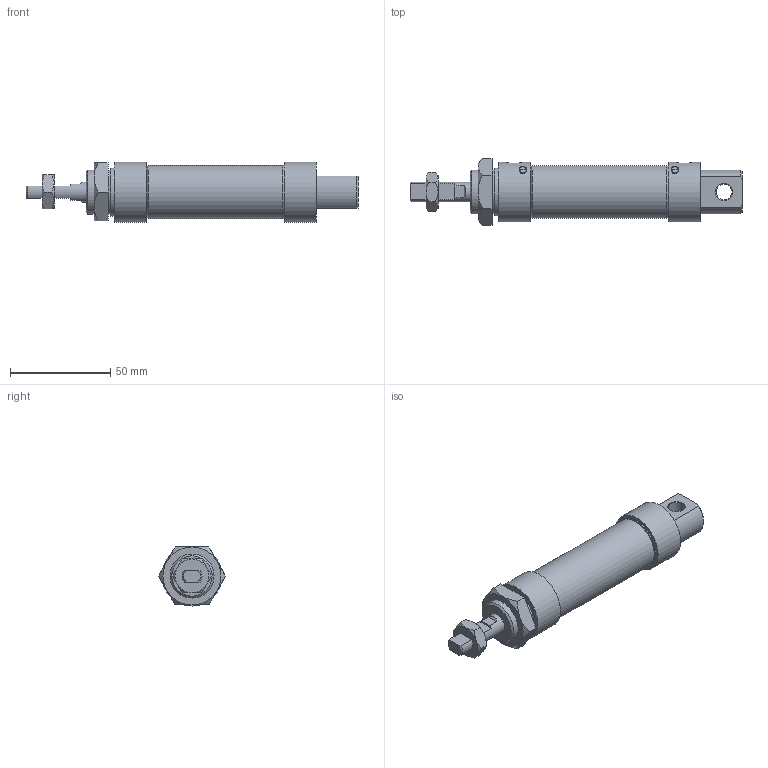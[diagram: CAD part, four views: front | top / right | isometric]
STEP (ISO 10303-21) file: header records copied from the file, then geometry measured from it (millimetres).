
FILE_DESCRIPTION( ( 'STEP AP214' ), '1' );
FILE_NAME( 'RAC25X25-0-S___0_.stp', '2021-11-30T05:18:29', ( '' ), ( '' ), ' ', 'PARTsolutions', ' ' );
FILE_SCHEMA( ( 'AUTOMOTIVE_DESIGN { 1 0 10303 214 1 1 1 1 }' ) );
Length unit declared in the file: millimetre
Products named in the file (3): RAC25X25-0-S()(0); _C25X25()_body; _25x25_rod
Assembly tree (2 placements, depth 2):
  RAC25X25-0-S()(0)
    _C25X25()_body
    _25x25_rod
Bounding box: 166 x 33.49 x 30 mm (x, y, z)
Volume: 68350.4 mm3; surface area: 25937.5 mm2
Topology: 2 solids, 2 shells, 113 faces, 242 edges, 154 vertices
Faces by surface type: plane 50, cylinder 32, cone 31
Full cylindrical faces by diameter (mm): 2 x2, 4 x2, 8 x1, 8.566 x2, 10 x2, 12.5 x1, 22 x4, 24 x1, 26.5 x3, 30 x2
Entity records: 4348 total; most frequent: CARTESIAN_POINT 1141, DIRECTION 464, ORIENTED_EDGE 406, EDGE_CURVE 203, AXIS2_PLACEMENT_3D 199, EDGE_LOOP 169, VERTEX_POINT 144, FACE_OUTER_BOUND 133
